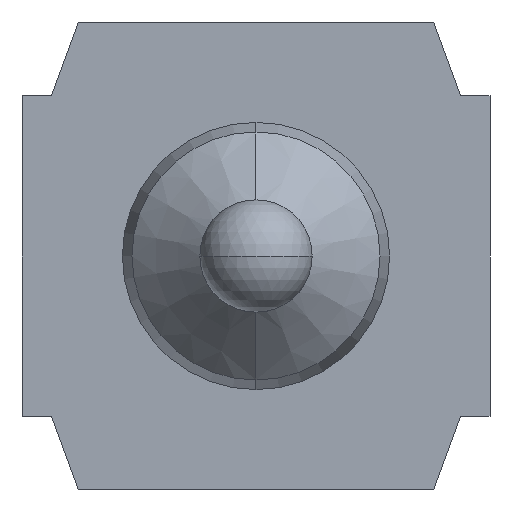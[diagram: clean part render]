
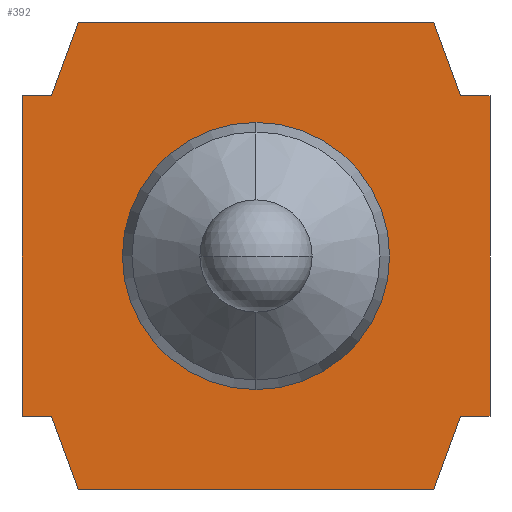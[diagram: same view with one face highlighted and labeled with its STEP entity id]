
A CAD part, front view. The second image highlights one B-rep face of the part: STEP entity #392.
In plain terms, the highlighted planar face has unit normal (0, -1, 0).
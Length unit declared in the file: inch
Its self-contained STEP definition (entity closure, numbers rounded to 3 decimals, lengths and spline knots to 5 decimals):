
#2 = CARTESIAN_POINT ( 'NONE',  ( 0.08797, -0.11, -0.08425 ) ) ;
#14 = DIRECTION ( 'NONE',  ( 0.342, 0., 0.94 ) ) ;
#31 = EDGE_CURVE ( 'NONE', #1010, #309, #229, .T. ) ;
#50 = CARTESIAN_POINT ( 'NONE',  ( 0.08167, -0.11, -0.08425 ) ) ;
#82 = AXIS2_PLACEMENT_3D ( 'NONE', #715, #614, #960 ) ;
#118 = EDGE_CURVE ( 'NONE', #1261, #933, #964, .T. ) ;
#147 = VECTOR ( 'NONE', #1154, 39.37008 ) ;
#158 = EDGE_CURVE ( 'NONE', #309, #1010, #996, .T. ) ;
#159 = DIRECTION ( 'NONE',  ( -0.342, 0., -0.94 ) ) ;
#174 = DIRECTION ( 'NONE',  ( 0., 0., 1. ) ) ;
#194 = ORIENTED_EDGE ( 'NONE', *, *, #840, .F. ) ;
#197 = CARTESIAN_POINT ( 'NONE',  ( 0.03797, -0.11, -0.02145 ) ) ;
#229 = CIRCLE ( 'NONE', #639, 0.02855 ) ;
#232 = LINE ( 'NONE', #798, #554 ) ;
#255 = EDGE_CURVE ( 'NONE', #1321, #1232, #355, .T. ) ;
#269 = DIRECTION ( 'NONE',  ( -1., 0., 0. ) ) ;
#276 = EDGE_CURVE ( 'NONE', #1063, #1117, #232, .T. ) ;
#302 = VECTOR ( 'NONE', #800, 39.37008 ) ;
#309 = VERTEX_POINT ( 'NONE', #197 ) ;
#315 = LINE ( 'NONE', #991, #730 ) ;
#337 = DIRECTION ( 'NONE',  ( 1., 0., 0. ) ) ;
#351 = VECTOR ( 'NONE', #635, 39.37008 ) ;
#355 = LINE ( 'NONE', #758, #147 ) ;
#356 = CARTESIAN_POINT ( 'NONE',  ( -0.01203, -0.11, -0.08425 ) ) ;
#371 = DIRECTION ( 'NONE',  ( -1., 0., 0. ) ) ;
#392 = ADVANCED_FACE ( 'NONE', ( #649, #1340 ), #1175, .T. ) ;
#430 = VERTEX_POINT ( 'NONE', #356 ) ;
#451 = DIRECTION ( 'NONE',  ( 0.342, 0., -0.94 ) ) ;
#464 = DIRECTION ( 'NONE',  ( 0., -1., 0. ) ) ;
#465 = DIRECTION ( 'NONE',  ( 1., 0., 0. ) ) ;
#475 = LINE ( 'NONE', #1224, #1027 ) ;
#477 = CARTESIAN_POINT ( 'NONE',  ( 0.07593, -0.11, -0.1 ) ) ;
#505 = ORIENTED_EDGE ( 'NONE', *, *, #31, .T. ) ;
#514 = ORIENTED_EDGE ( 'NONE', *, *, #1246, .F. ) ;
#516 = EDGE_CURVE ( 'NONE', #1117, #632, #636, .T. ) ;
#526 = CARTESIAN_POINT ( 'NONE',  ( -0.01203, -0.11, -0.01575 ) ) ;
#538 = LINE ( 'NONE', #904, #302 ) ;
#539 = LINE ( 'NONE', #1100, #907 ) ;
#546 = VERTEX_POINT ( 'NONE', #526 ) ;
#554 = VECTOR ( 'NONE', #337, 39.37008 ) ;
#568 = CARTESIAN_POINT ( 'NONE',  ( 0.08167, -0.11, -0.01575 ) ) ;
#590 = LINE ( 'NONE', #916, #867 ) ;
#594 = ORIENTED_EDGE ( 'NONE', *, *, #973, .F. ) ;
#603 = ORIENTED_EDGE ( 'NONE', *, *, #834, .F. ) ;
#614 = DIRECTION ( 'NONE',  ( 0., 1., 0. ) ) ;
#632 = VERTEX_POINT ( 'NONE', #731 ) ;
#635 = DIRECTION ( 'NONE',  ( 0., 0., -1. ) ) ;
#636 = LINE ( 'NONE', #2, #351 ) ;
#639 = AXIS2_PLACEMENT_3D ( 'NONE', #675, #1316, #994 ) ;
#648 = DIRECTION ( 'NONE',  ( 1., 0., 0. ) ) ;
#649 = FACE_BOUND ( 'NONE', #789, .T. ) ;
#657 = CARTESIAN_POINT ( 'NONE',  ( 0., -0.11, -0.1 ) ) ;
#675 = CARTESIAN_POINT ( 'NONE',  ( 0.03797, -0.11, -0.05 ) ) ;
#682 = ORIENTED_EDGE ( 'NONE', *, *, #516, .F. ) ;
#687 = VECTOR ( 'NONE', #14, 39.37008 ) ;
#694 = CARTESIAN_POINT ( 'NONE',  ( -0.00573, -0.11, -0.01575 ) ) ;
#715 = CARTESIAN_POINT ( 'NONE',  ( 0.03797, -0.11, -0.05 ) ) ;
#728 = LINE ( 'NONE', #1314, #825 ) ;
#730 = VECTOR ( 'NONE', #465, 39.37008 ) ;
#731 = CARTESIAN_POINT ( 'NONE',  ( 0.08797, -0.11, -0.08425 ) ) ;
#733 = EDGE_CURVE ( 'NONE', #430, #546, #475, .T. ) ;
#758 = CARTESIAN_POINT ( 'NONE',  ( 0.07593, -0.11, -0.1 ) ) ;
#763 = CARTESIAN_POINT ( 'NONE',  ( 0., -0.11, 0. ) ) ;
#773 = CARTESIAN_POINT ( 'NONE',  ( 0., -0.11, 0. ) ) ;
#776 = CARTESIAN_POINT ( 'NONE',  ( 0.08797, -0.11, -0.01575 ) ) ;
#787 = DIRECTION ( 'NONE',  ( 0., 0., -1. ) ) ;
#789 = EDGE_LOOP ( 'NONE', ( #1354, #505 ) ) ;
#798 = CARTESIAN_POINT ( 'NONE',  ( 0.08797, -0.11, -0.01575 ) ) ;
#800 = DIRECTION ( 'NONE',  ( -0.342, 0., 0.94 ) ) ;
#806 = ORIENTED_EDGE ( 'NONE', *, *, #807, .F. ) ;
#807 = EDGE_CURVE ( 'NONE', #1329, #430, #590, .T. ) ;
#822 = CARTESIAN_POINT ( 'NONE',  ( 0.07593, -0.11, 0. ) ) ;
#823 = ORIENTED_EDGE ( 'NONE', *, *, #733, .F. ) ;
#825 = VECTOR ( 'NONE', #159, 39.37008 ) ;
#834 = EDGE_CURVE ( 'NONE', #632, #1315, #539, .T. ) ;
#840 = EDGE_CURVE ( 'NONE', #1315, #1321, #728, .T. ) ;
#846 = EDGE_CURVE ( 'NONE', #1232, #1329, #538, .T. ) ;
#864 = CARTESIAN_POINT ( 'NONE',  ( 0., -0.11, 0. ) ) ;
#867 = VECTOR ( 'NONE', #269, 39.37008 ) ;
#878 = EDGE_LOOP ( 'NONE', ( #1148, #1066, #194, #603, #682, #1023, #1283, #594, #1184, #514, #823, #806 ) ) ;
#895 = CARTESIAN_POINT ( 'NONE',  ( 0.03797, -0.11, -0.07855 ) ) ;
#904 = CARTESIAN_POINT ( 'NONE',  ( 0., -0.11, -0.1 ) ) ;
#907 = VECTOR ( 'NONE', #371, 39.37008 ) ;
#916 = CARTESIAN_POINT ( 'NONE',  ( -0.01203, -0.11, -0.08425 ) ) ;
#925 = VECTOR ( 'NONE', #648, 39.37008 ) ;
#933 = VERTEX_POINT ( 'NONE', #864 ) ;
#955 = VECTOR ( 'NONE', #451, 39.37008 ) ;
#960 = DIRECTION ( 'NONE',  ( 0., 0., 1. ) ) ;
#964 = LINE ( 'NONE', #773, #687 ) ;
#973 = EDGE_CURVE ( 'NONE', #933, #1214, #1306, .T. ) ;
#991 = CARTESIAN_POINT ( 'NONE',  ( -0.01203, -0.11, -0.01575 ) ) ;
#994 = DIRECTION ( 'NONE',  ( 0., 0., 1. ) ) ;
#996 = CIRCLE ( 'NONE', #82, 0.02855 ) ;
#1010 = VERTEX_POINT ( 'NONE', #895 ) ;
#1023 = ORIENTED_EDGE ( 'NONE', *, *, #276, .F. ) ;
#1027 = VECTOR ( 'NONE', #174, 39.37008 ) ;
#1063 = VERTEX_POINT ( 'NONE', #568 ) ;
#1066 = ORIENTED_EDGE ( 'NONE', *, *, #255, .F. ) ;
#1075 = CARTESIAN_POINT ( 'NONE',  ( 0.07593, -0.11, 0. ) ) ;
#1100 = CARTESIAN_POINT ( 'NONE',  ( 0.08797, -0.11, -0.08425 ) ) ;
#1117 = VERTEX_POINT ( 'NONE', #776 ) ;
#1127 = EDGE_CURVE ( 'NONE', #1214, #1063, #1220, .T. ) ;
#1148 = ORIENTED_EDGE ( 'NONE', *, *, #846, .F. ) ;
#1154 = DIRECTION ( 'NONE',  ( -1., 0., 0. ) ) ;
#1175 = PLANE ( 'NONE',  #1179 ) ;
#1179 = AXIS2_PLACEMENT_3D ( 'NONE', #657, #464, #787 ) ;
#1184 = ORIENTED_EDGE ( 'NONE', *, *, #118, .F. ) ;
#1207 = CARTESIAN_POINT ( 'NONE',  ( 0., -0.11, -0.1 ) ) ;
#1214 = VERTEX_POINT ( 'NONE', #822 ) ;
#1220 = LINE ( 'NONE', #1075, #955 ) ;
#1224 = CARTESIAN_POINT ( 'NONE',  ( -0.01203, -0.11, -0.08425 ) ) ;
#1232 = VERTEX_POINT ( 'NONE', #1207 ) ;
#1246 = EDGE_CURVE ( 'NONE', #546, #1261, #315, .T. ) ;
#1261 = VERTEX_POINT ( 'NONE', #694 ) ;
#1283 = ORIENTED_EDGE ( 'NONE', *, *, #1127, .F. ) ;
#1306 = LINE ( 'NONE', #763, #925 ) ;
#1308 = CARTESIAN_POINT ( 'NONE',  ( -0.00573, -0.11, -0.08425 ) ) ;
#1314 = CARTESIAN_POINT ( 'NONE',  ( 0.07593, -0.11, -0.1 ) ) ;
#1315 = VERTEX_POINT ( 'NONE', #50 ) ;
#1316 = DIRECTION ( 'NONE',  ( 0., 1., 0. ) ) ;
#1321 = VERTEX_POINT ( 'NONE', #477 ) ;
#1329 = VERTEX_POINT ( 'NONE', #1308 ) ;
#1340 = FACE_OUTER_BOUND ( 'NONE', #878, .T. ) ;
#1354 = ORIENTED_EDGE ( 'NONE', *, *, #158, .T. ) ;
